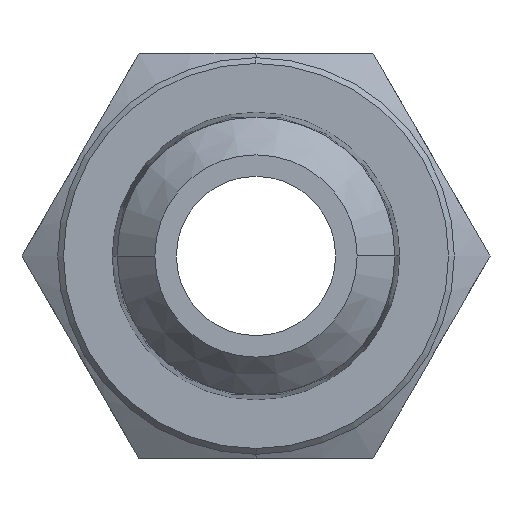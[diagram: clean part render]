
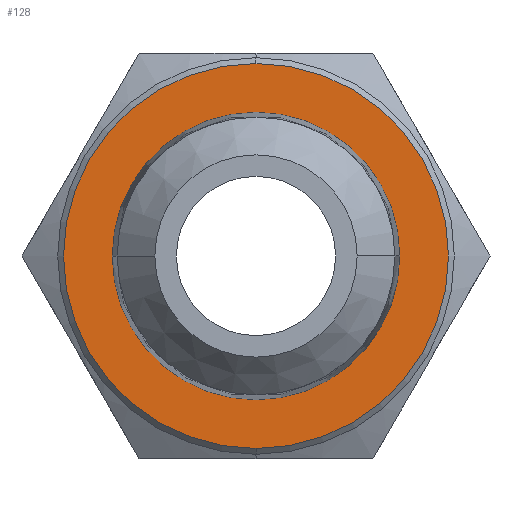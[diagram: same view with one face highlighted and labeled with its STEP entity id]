
A CAD part, front view. The second image highlights one B-rep face of the part: STEP entity #128.
In plain terms, the highlighted planar face has unit normal (0, -1, 0).
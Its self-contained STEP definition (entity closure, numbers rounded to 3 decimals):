
#85 = EDGE_CURVE ( 'NONE', #86, #87, #258, .T. ) ;
#86 = VERTEX_POINT ( 'NONE', #253 ) ;
#87 = VERTEX_POINT ( 'NONE', #252 ) ;
#128 = ADVANCED_FACE ( 'NONE', ( #728, #727 ), #726, .T. ) ;
#129 = EDGE_LOOP ( 'NONE', ( #130, #132 ) ) ;
#130 = ORIENTED_EDGE ( 'NONE', *, *, #131, .T. ) ;
#131 = EDGE_CURVE ( 'NONE', #87, #86, #721, .T. ) ;
#132 = ORIENTED_EDGE ( 'NONE', *, *, #85, .T. ) ;
#133 = EDGE_LOOP ( 'NONE', ( #134, #136 ) ) ;
#134 = ORIENTED_EDGE ( 'NONE', *, *, #135, .F. ) ;
#135 = EDGE_CURVE ( 'NONE', #209, #206, #716, .T. ) ;
#136 = ORIENTED_EDGE ( 'NONE', *, *, #208, .F. ) ;
#206 = VERTEX_POINT ( 'NONE', #249 ) ;
#208 = EDGE_CURVE ( 'NONE', #206, #209, #830, .T. ) ;
#209 = VERTEX_POINT ( 'NONE', #825 ) ;
#249 = CARTESIAN_POINT ( 'NONE',  ( 4.967, 8., 0. ) ) ;
#252 = CARTESIAN_POINT ( 'NONE',  ( 0., 8., 6.65 ) ) ;
#253 = CARTESIAN_POINT ( 'NONE',  ( 0., 8., -6.65 ) ) ;
#254 = DIRECTION ( 'NONE',  ( 0., 0., -1. ) ) ;
#255 = DIRECTION ( 'NONE',  ( 0., -1., 0. ) ) ;
#256 = CARTESIAN_POINT ( 'NONE',  ( 0., 8., 0. ) ) ;
#257 = AXIS2_PLACEMENT_3D ( 'NONE', #256, #255, #254 ) ;
#258 = CIRCLE ( 'NONE', #257, 6.65 ) ;
#712 = DIRECTION ( 'NONE',  ( 1., 0., 0. ) ) ;
#713 = DIRECTION ( 'NONE',  ( 0., -1., 0. ) ) ;
#714 = AXIS2_PLACEMENT_3D ( 'NONE', #715, #713, #712 ) ;
#715 = CARTESIAN_POINT ( 'NONE',  ( 0., 8., 0. ) ) ;
#716 = CIRCLE ( 'NONE', #714, 4.967 ) ;
#717 = DIRECTION ( 'NONE',  ( 0., 0., -1. ) ) ;
#718 = DIRECTION ( 'NONE',  ( 0., -1., 0. ) ) ;
#719 = CARTESIAN_POINT ( 'NONE',  ( 0., 8., 0. ) ) ;
#720 = AXIS2_PLACEMENT_3D ( 'NONE', #719, #718, #717 ) ;
#721 = CIRCLE ( 'NONE', #720, 6.65 ) ;
#722 = DIRECTION ( 'NONE',  ( 0., 0., -1. ) ) ;
#723 = DIRECTION ( 'NONE',  ( 0., -1., 0. ) ) ;
#724 = CARTESIAN_POINT ( 'NONE',  ( 6.65, 8., 0. ) ) ;
#725 = AXIS2_PLACEMENT_3D ( 'NONE', #724, #723, #722 ) ;
#726 = PLANE ( 'NONE',  #725 ) ;
#727 = FACE_BOUND ( 'NONE', #133, .T. ) ;
#728 = FACE_OUTER_BOUND ( 'NONE', #129, .T. ) ;
#825 = CARTESIAN_POINT ( 'NONE',  ( -4.967, 8., 0. ) ) ;
#826 = DIRECTION ( 'NONE',  ( 1., 0., 0. ) ) ;
#827 = DIRECTION ( 'NONE',  ( 0., -1., 0. ) ) ;
#828 = CARTESIAN_POINT ( 'NONE',  ( 0., 8., 0. ) ) ;
#829 = AXIS2_PLACEMENT_3D ( 'NONE', #828, #827, #826 ) ;
#830 = CIRCLE ( 'NONE', #829, 4.967 ) ;
